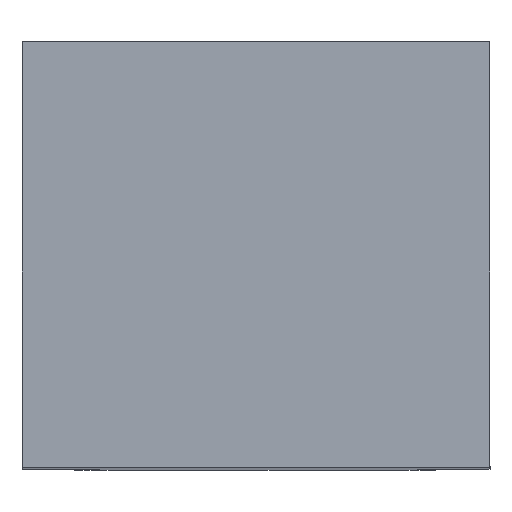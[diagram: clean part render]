
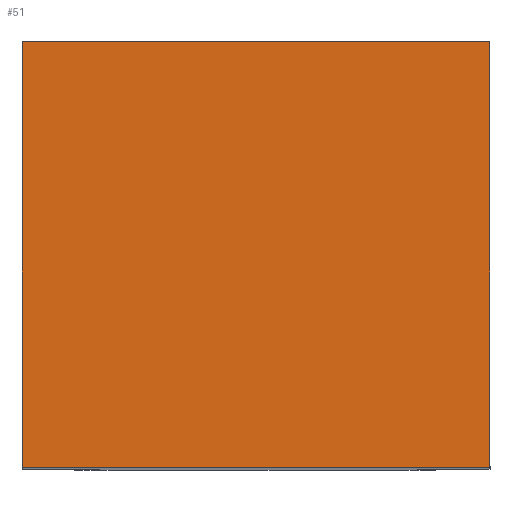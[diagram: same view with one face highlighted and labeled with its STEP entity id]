
A CAD part, top view. The second image highlights one B-rep face of the part: STEP entity #51.
In plain terms, the highlighted planar face has unit normal (0, 0, 1).
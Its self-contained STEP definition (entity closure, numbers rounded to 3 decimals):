
#51=ADVANCED_FACE('',(#107),#79,.F.);
#79=PLANE('',#661);
#107=FACE_OUTER_BOUND('',#136,.T.);
#136=EDGE_LOOP('',(#224,#225,#226,#227));
#224=ORIENTED_EDGE('',*,*,#419,.F.);
#225=ORIENTED_EDGE('',*,*,#398,.T.);
#226=ORIENTED_EDGE('',*,*,#409,.T.);
#227=ORIENTED_EDGE('',*,*,#422,.F.);
#339=VERTEX_POINT('',#896);
#340=VERTEX_POINT('',#898);
#348=VERTEX_POINT('',#917);
#353=VERTEX_POINT('',#934);
#398=EDGE_CURVE('',#340,#339,#477,.T.);
#409=EDGE_CURVE('',#339,#348,#487,.T.);
#419=EDGE_CURVE('',#340,#353,#497,.T.);
#422=EDGE_CURVE('',#353,#348,#500,.T.);
#477=LINE('',#897,#554);
#487=LINE('',#918,#564);
#497=LINE('',#937,#574);
#500=LINE('',#942,#577);
#554=VECTOR('',#728,1.);
#564=VECTOR('',#742,1.);
#574=VECTOR('',#758,1.);
#577=VECTOR('',#763,1.);
#661=AXIS2_PLACEMENT_3D('',#944,#766,#767);
#728=DIRECTION('',(0.,-1.,0.));
#742=DIRECTION('',(1.,0.,0.));
#758=DIRECTION('',(1.,0.,0.));
#763=DIRECTION('',(0.,-1.,0.));
#766=DIRECTION('',(0.,0.,-1.));
#767=DIRECTION('',(-0.994,-0.11,0.));
#896=CARTESIAN_POINT('',(0.,0.,0.));
#897=CARTESIAN_POINT('',(0.,55.,0.));
#898=CARTESIAN_POINT('',(0.,50.,0.));
#917=CARTESIAN_POINT('',(55.,0.,0.));
#918=CARTESIAN_POINT('',(0.,0.,0.));
#934=CARTESIAN_POINT('',(55.,50.,0.));
#937=CARTESIAN_POINT('',(0.,50.,0.));
#942=CARTESIAN_POINT('',(55.,55.,0.));
#944=CARTESIAN_POINT('',(0.,55.,0.));
